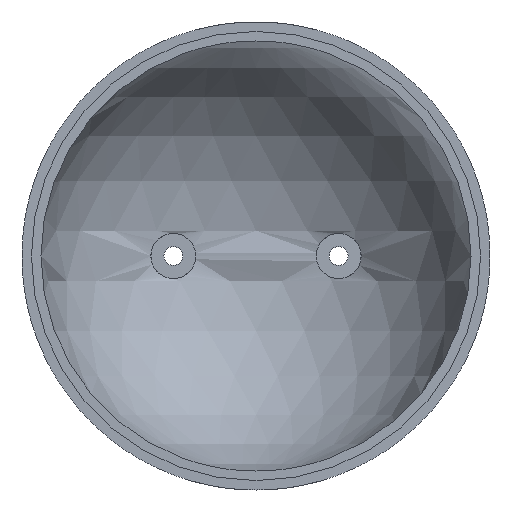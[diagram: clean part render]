
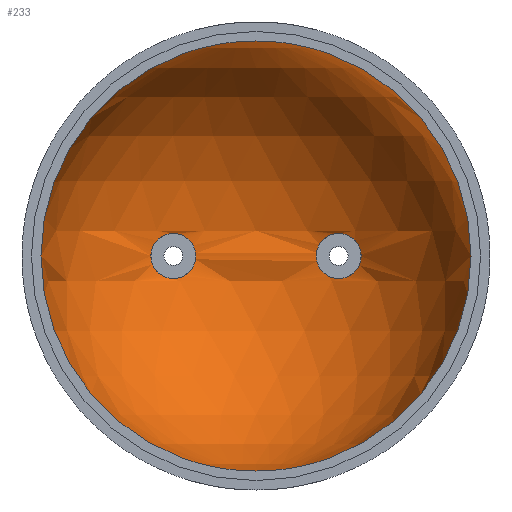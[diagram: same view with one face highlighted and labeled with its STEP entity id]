
A CAD part, front view. The second image highlights one B-rep face of the part: STEP entity #233.
In plain terms, the highlighted spherical face has radius 34 mm.
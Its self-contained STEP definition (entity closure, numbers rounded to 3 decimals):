
#15=SPHERICAL_SURFACE('',#270,34.);
#21=FACE_BOUND('',#72,.T.);
#22=FACE_BOUND('',#73,.T.);
#38=B_SPLINE_CURVE_WITH_KNOTS('',3,(#447,#448,#449,#450,#451,#452,#453,
#454,#455,#456,#457,#458,#459,#460,#461,#462,#463,#464),.UNSPECIFIED.,.F.,
 .F.,(4,2,2,2,2,2,2,2,4),(0.,0.133,0.266,0.412,
0.557,0.703,0.849,0.982,
1.115),.UNSPECIFIED.);
#39=B_SPLINE_CURVE_WITH_KNOTS('',3,(#465,#466,#467,#468,#469,#470,#471,
#472,#473,#474,#475,#476,#477,#478,#479,#480,#481,#482),.UNSPECIFIED.,.F.,
 .F.,(4,2,2,2,2,2,2,2,4),(1.115,1.249,1.382,
1.528,1.674,1.819,1.964,2.098,
2.231),.UNSPECIFIED.);
#40=B_SPLINE_CURVE_WITH_KNOTS('',3,(#490,#491,#492,#493,#494,#495,#496,
#497,#498,#499,#500,#501,#502,#503,#504,#505,#506,#507),.UNSPECIFIED.,.F.,
 .F.,(4,2,2,2,2,2,2,2,4),(0.,0.133,0.267,0.413,
0.559,0.704,0.849,0.982,
1.115),.UNSPECIFIED.);
#41=B_SPLINE_CURVE_WITH_KNOTS('',3,(#508,#509,#510,#511,#512,#513,#514,
#515,#516,#517,#518,#519,#520,#521,#522,#523,#524,#525),.UNSPECIFIED.,.F.,
 .F.,(4,2,2,2,2,2,2,2,4),(1.115,1.249,1.382,
1.527,1.672,1.818,1.964,2.098,
2.231),.UNSPECIFIED.);
#52=FACE_OUTER_BOUND('',#71,.T.);
#71=EDGE_LOOP('',(#196));
#72=EDGE_LOOP('',(#197,#198));
#73=EDGE_LOOP('',(#199,#200));
#105=CIRCLE('',#271,33.985);
#120=VERTEX_POINT('',#445);
#121=VERTEX_POINT('',#446);
#123=VERTEX_POINT('',#488);
#124=VERTEX_POINT('',#489);
#126=VERTEX_POINT('',#531);
#146=EDGE_CURVE('',#120,#121,#38,.T.);
#147=EDGE_CURVE('',#121,#120,#39,.T.);
#150=EDGE_CURVE('',#123,#124,#40,.T.);
#151=EDGE_CURVE('',#124,#123,#41,.T.);
#154=EDGE_CURVE('',#126,#126,#105,.T.);
#196=ORIENTED_EDGE('',*,*,#154,.T.);
#197=ORIENTED_EDGE('',*,*,#150,.T.);
#198=ORIENTED_EDGE('',*,*,#151,.T.);
#199=ORIENTED_EDGE('',*,*,#146,.T.);
#200=ORIENTED_EDGE('',*,*,#147,.T.);
#233=ADVANCED_FACE('',(#52,#21,#22),#15,.F.);
#270=AXIS2_PLACEMENT_3D('',#530,#324,#325);
#271=AXIS2_PLACEMENT_3D('',#532,#326,#327);
#324=DIRECTION('center_axis',(0.,0.,1.));
#325=DIRECTION('ref_axis',(1.,0.,0.));
#326=DIRECTION('center_axis',(0.,-1.,0.));
#327=DIRECTION('ref_axis',(0.,0.,-1.));
#445=CARTESIAN_POINT('',(-9.513,32.632,0.));
#446=CARTESIAN_POINT('',(-16.613,29.655,0.));
#447=CARTESIAN_POINT('Ctrl Pts',(-9.513,32.632,0.));
#448=CARTESIAN_POINT('Ctrl Pts',(-9.513,32.632,-0.444));
#449=CARTESIAN_POINT('Ctrl Pts',(-9.602,32.597,-0.915));
#450=CARTESIAN_POINT('Ctrl Pts',(-9.954,32.455,-1.775));
#451=CARTESIAN_POINT('Ctrl Pts',(-10.218,32.349,-2.165));
#452=CARTESIAN_POINT('Ctrl Pts',(-10.839,32.097,-2.806));
#453=CARTESIAN_POINT('Ctrl Pts',(-11.249,31.93,-3.089));
#454=CARTESIAN_POINT('Ctrl Pts',(-12.137,31.565,-3.461));
#455=CARTESIAN_POINT('Ctrl Pts',(-12.616,31.366,-3.55));
#456=CARTESIAN_POINT('Ctrl Pts',(-13.512,30.991,-3.55));
#457=CARTESIAN_POINT('Ctrl Pts',(-13.993,30.788,-3.46));
#458=CARTESIAN_POINT('Ctrl Pts',(-14.882,30.408,-3.087));
#459=CARTESIAN_POINT('Ctrl Pts',(-15.29,30.232,-2.803));
#460=CARTESIAN_POINT('Ctrl Pts',(-15.91,29.963,-2.163));
#461=CARTESIAN_POINT('Ctrl Pts',(-16.173,29.848,-1.774));
#462=CARTESIAN_POINT('Ctrl Pts',(-16.524,29.694,-0.915));
#463=CARTESIAN_POINT('Ctrl Pts',(-16.613,29.655,-0.444));
#464=CARTESIAN_POINT('Ctrl Pts',(-16.613,29.655,0.));
#465=CARTESIAN_POINT('Ctrl Pts',(-16.613,29.655,0.));
#466=CARTESIAN_POINT('Ctrl Pts',(-16.613,29.655,0.444));
#467=CARTESIAN_POINT('Ctrl Pts',(-16.524,29.694,0.915));
#468=CARTESIAN_POINT('Ctrl Pts',(-16.173,29.848,1.774));
#469=CARTESIAN_POINT('Ctrl Pts',(-15.91,29.963,2.163));
#470=CARTESIAN_POINT('Ctrl Pts',(-15.29,30.232,2.803));
#471=CARTESIAN_POINT('Ctrl Pts',(-14.882,30.408,3.087));
#472=CARTESIAN_POINT('Ctrl Pts',(-13.993,30.788,3.46));
#473=CARTESIAN_POINT('Ctrl Pts',(-13.512,30.991,3.55));
#474=CARTESIAN_POINT('Ctrl Pts',(-12.616,31.366,3.55));
#475=CARTESIAN_POINT('Ctrl Pts',(-12.137,31.565,3.461));
#476=CARTESIAN_POINT('Ctrl Pts',(-11.249,31.93,3.089));
#477=CARTESIAN_POINT('Ctrl Pts',(-10.839,32.097,2.806));
#478=CARTESIAN_POINT('Ctrl Pts',(-10.218,32.349,2.165));
#479=CARTESIAN_POINT('Ctrl Pts',(-9.954,32.455,1.775));
#480=CARTESIAN_POINT('Ctrl Pts',(-9.602,32.597,0.915));
#481=CARTESIAN_POINT('Ctrl Pts',(-9.513,32.632,0.444));
#482=CARTESIAN_POINT('Ctrl Pts',(-9.513,32.632,0.));
#488=CARTESIAN_POINT('',(16.613,29.655,0.));
#489=CARTESIAN_POINT('',(9.513,32.632,0.));
#490=CARTESIAN_POINT('Ctrl Pts',(16.613,29.655,0.));
#491=CARTESIAN_POINT('Ctrl Pts',(16.613,29.655,-0.444));
#492=CARTESIAN_POINT('Ctrl Pts',(16.524,29.694,-0.915));
#493=CARTESIAN_POINT('Ctrl Pts',(16.173,29.848,-1.774));
#494=CARTESIAN_POINT('Ctrl Pts',(15.91,29.963,-2.163));
#495=CARTESIAN_POINT('Ctrl Pts',(15.29,30.232,-2.803));
#496=CARTESIAN_POINT('Ctrl Pts',(14.882,30.408,-3.087));
#497=CARTESIAN_POINT('Ctrl Pts',(13.993,30.788,-3.46));
#498=CARTESIAN_POINT('Ctrl Pts',(13.512,30.991,-3.55));
#499=CARTESIAN_POINT('Ctrl Pts',(12.616,31.366,-3.55));
#500=CARTESIAN_POINT('Ctrl Pts',(12.137,31.565,-3.461));
#501=CARTESIAN_POINT('Ctrl Pts',(11.249,31.93,-3.089));
#502=CARTESIAN_POINT('Ctrl Pts',(10.839,32.097,-2.806));
#503=CARTESIAN_POINT('Ctrl Pts',(10.218,32.349,-2.165));
#504=CARTESIAN_POINT('Ctrl Pts',(9.954,32.455,-1.775));
#505=CARTESIAN_POINT('Ctrl Pts',(9.602,32.597,-0.915));
#506=CARTESIAN_POINT('Ctrl Pts',(9.513,32.632,-0.444));
#507=CARTESIAN_POINT('Ctrl Pts',(9.513,32.632,0.));
#508=CARTESIAN_POINT('Ctrl Pts',(9.513,32.632,0.));
#509=CARTESIAN_POINT('Ctrl Pts',(9.513,32.632,0.444));
#510=CARTESIAN_POINT('Ctrl Pts',(9.602,32.597,0.915));
#511=CARTESIAN_POINT('Ctrl Pts',(9.954,32.455,1.775));
#512=CARTESIAN_POINT('Ctrl Pts',(10.218,32.349,2.165));
#513=CARTESIAN_POINT('Ctrl Pts',(10.839,32.097,2.806));
#514=CARTESIAN_POINT('Ctrl Pts',(11.249,31.93,3.089));
#515=CARTESIAN_POINT('Ctrl Pts',(12.137,31.565,3.461));
#516=CARTESIAN_POINT('Ctrl Pts',(12.616,31.366,3.55));
#517=CARTESIAN_POINT('Ctrl Pts',(13.512,30.991,3.55));
#518=CARTESIAN_POINT('Ctrl Pts',(13.993,30.788,3.46));
#519=CARTESIAN_POINT('Ctrl Pts',(14.882,30.408,3.087));
#520=CARTESIAN_POINT('Ctrl Pts',(15.29,30.232,2.803));
#521=CARTESIAN_POINT('Ctrl Pts',(15.91,29.963,2.163));
#522=CARTESIAN_POINT('Ctrl Pts',(16.173,29.848,1.774));
#523=CARTESIAN_POINT('Ctrl Pts',(16.524,29.694,0.915));
#524=CARTESIAN_POINT('Ctrl Pts',(16.613,29.655,0.444));
#525=CARTESIAN_POINT('Ctrl Pts',(16.613,29.655,0.));
#530=CARTESIAN_POINT('Origin',(0.,-0.01,0.));
#531=CARTESIAN_POINT('',(0.,0.99,33.985));
#532=CARTESIAN_POINT('Origin',(0.,0.99,0.));
